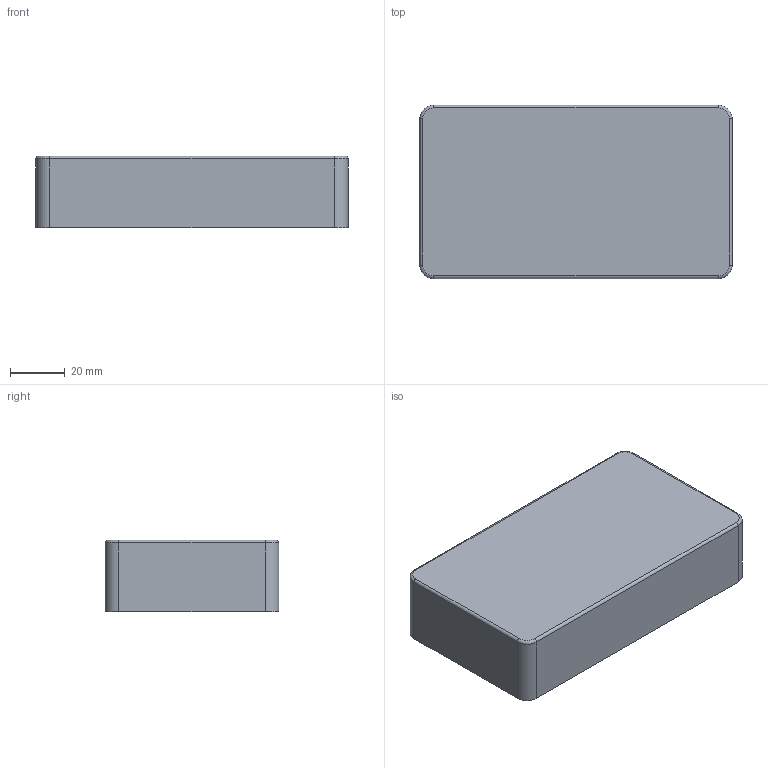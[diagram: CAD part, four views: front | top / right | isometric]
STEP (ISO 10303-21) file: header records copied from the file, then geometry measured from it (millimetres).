
FILE_DESCRIPTION(('STEP AP214'), '1');
FILE_NAME('Gainta_B013_top', '2019-07-13T11:46:06', ('Che'), (''), 'ASCON STEP Converter 1.3', 'ASCON Math Kernel', '');
FILE_SCHEMA(('AUTOMOTIVE_DESIGN { 1 0 10303 214 3 1 1}'));
Length unit declared in the file: millimetre
Bounding box: 114.5 x 63.6 x 26.3 mm (x, y, z)
Volume: 26830.3 mm3; surface area: 32388.6 mm2
Topology: 1 solids, 1 shells, 75 faces, 172 edges, 96 vertices
Faces by surface type: cylinder 36, plane 23, torus 8, sphere 8
Full cylindrical faces by diameter (mm): 2.85 x4
Entity records: 2662 total; most frequent: DIRECTION 392, CARTESIAN_POINT 332, ORIENTED_EDGE 320, EDGE_CURVE 160, AXIS2_PLACEMENT_3D 156, VERTEX_POINT 96, EDGE_LOOP 84, CIRCLE 80
